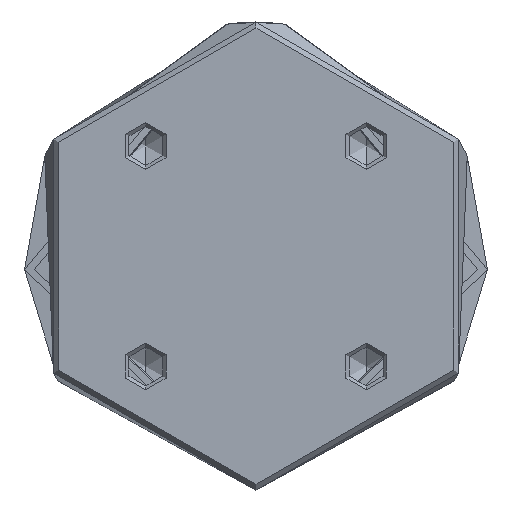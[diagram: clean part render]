
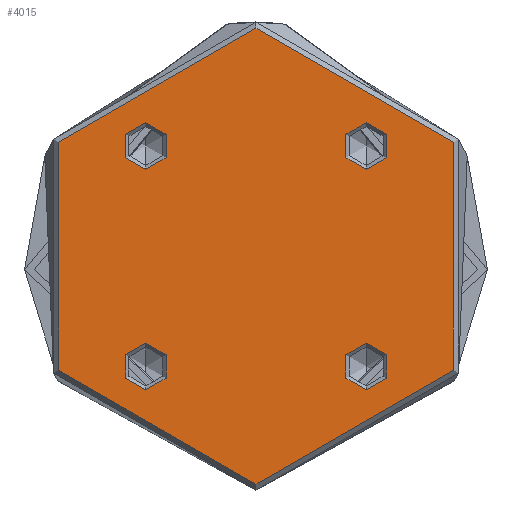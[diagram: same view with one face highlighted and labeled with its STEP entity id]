
A CAD part, front view. The second image highlights one B-rep face of the part: STEP entity #4015.
In plain terms, the highlighted face is planar.
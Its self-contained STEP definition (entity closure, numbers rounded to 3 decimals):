
#31 = PLANE ( 'NONE',  #1076 ) ;
#68 = EDGE_CURVE ( 'NONE', #4876, #7014, #5261, .T. ) ;
#86 = DIRECTION ( 'NONE',  ( -1., 0., 0. ) ) ;
#310 = DIRECTION ( 'NONE',  ( 0., 0., 1. ) ) ;
#329 = ORIENTED_EDGE ( 'NONE', *, *, #3217, .T. ) ;
#403 = DIRECTION ( 'NONE',  ( 0., 0., 1. ) ) ;
#539 = DIRECTION ( 'NONE',  ( -1., 0., 0. ) ) ;
#597 = AXIS2_PLACEMENT_3D ( 'NONE', #8127, #4390, #539 ) ;
#659 = CARTESIAN_POINT ( 'NONE',  ( -58.5, 0., 0. ) ) ;
#688 = AXIS2_PLACEMENT_3D ( 'NONE', #2871, #2788, #2922 ) ;
#752 = ORIENTED_EDGE ( 'NONE', *, *, #2062, .F. ) ;
#881 = DIRECTION ( 'NONE',  ( 0., 0., -1. ) ) ;
#1076 = AXIS2_PLACEMENT_3D ( 'NONE', #3923, #7078, #3297 ) ;
#1118 = CARTESIAN_POINT ( 'NONE',  ( 22.284, 28.284, 0. ) ) ;
#1137 = AXIS2_PLACEMENT_3D ( 'NONE', #2974, #3058, #3031 ) ;
#1179 = DIRECTION ( 'NONE',  ( -1., 0., 0. ) ) ;
#1299 = FACE_OUTER_BOUND ( 'NONE', #2041, .T. ) ;
#1416 = DIRECTION ( 'NONE',  ( 0., 0., -1. ) ) ;
#1531 = CIRCLE ( 'NONE', #1872, 6. ) ;
#1626 = AXIS2_PLACEMENT_3D ( 'NONE', #2979, #7377, #3624 ) ;
#1733 = CARTESIAN_POINT ( 'NONE',  ( 34.284, 28.284, 0. ) ) ;
#1872 = AXIS2_PLACEMENT_3D ( 'NONE', #7728, #3974, #86 ) ;
#1965 = CARTESIAN_POINT ( 'NONE',  ( 22.284, -28.284, 0. ) ) ;
#2041 = EDGE_LOOP ( 'NONE', ( #6900, #329 ) ) ;
#2047 = AXIS2_PLACEMENT_3D ( 'NONE', #7524, #881, #1179 ) ;
#2062 = EDGE_CURVE ( 'NONE', #4645, #8157, #7656, .T. ) ;
#2065 = EDGE_CURVE ( 'NONE', #8157, #4645, #5815, .T. ) ;
#2135 = EDGE_CURVE ( 'NONE', #7226, #3097, #5629, .T. ) ;
#2429 = CARTESIAN_POINT ( 'NONE',  ( -34.284, 28.284, 0. ) ) ;
#2493 = CIRCLE ( 'NONE', #1626, 6. ) ;
#2500 = AXIS2_PLACEMENT_3D ( 'NONE', #4824, #310, #7939 ) ;
#2724 = AXIS2_PLACEMENT_3D ( 'NONE', #5249, #1416, #5879 ) ;
#2750 = EDGE_CURVE ( 'NONE', #5952, #4559, #5615, .T. ) ;
#2788 = DIRECTION ( 'NONE',  ( 0., 0., 1. ) ) ;
#2843 = CIRCLE ( 'NONE', #2724, 6. ) ;
#2871 = CARTESIAN_POINT ( 'NONE',  ( 28.284, 28.284, 0. ) ) ;
#2922 = DIRECTION ( 'NONE',  ( 1., 0., 0. ) ) ;
#2974 = CARTESIAN_POINT ( 'NONE',  ( 28.284, 28.284, 0. ) ) ;
#2979 = CARTESIAN_POINT ( 'NONE',  ( 28.284, -28.284, 0. ) ) ;
#3031 = DIRECTION ( 'NONE',  ( 1., 0., 0. ) ) ;
#3033 = CARTESIAN_POINT ( 'NONE',  ( 58.5, 0., 0. ) ) ;
#3035 = FACE_BOUND ( 'NONE', #4184, .T. ) ;
#3058 = DIRECTION ( 'NONE',  ( 0., 0., 1. ) ) ;
#3076 = CARTESIAN_POINT ( 'NONE',  ( 34.284, -28.284, 0. ) ) ;
#3097 = VERTEX_POINT ( 'NONE', #2429 ) ;
#3111 = ORIENTED_EDGE ( 'NONE', *, *, #3674, .T. ) ;
#3125 = EDGE_CURVE ( 'NONE', #3097, #7226, #7178, .T. ) ;
#3217 = EDGE_CURVE ( 'NONE', #4559, #5952, #7865, .T. ) ;
#3237 = ORIENTED_EDGE ( 'NONE', *, *, #68, .F. ) ;
#3249 = ORIENTED_EDGE ( 'NONE', *, *, #2065, .F. ) ;
#3254 = AXIS2_PLACEMENT_3D ( 'NONE', #4260, #403, #4914 ) ;
#3297 = DIRECTION ( 'NONE',  ( -1., 0., 0. ) ) ;
#3616 = CARTESIAN_POINT ( 'NONE',  ( -22.284, 28.284, 0. ) ) ;
#3624 = DIRECTION ( 'NONE',  ( 1., 0., 0. ) ) ;
#3672 = EDGE_CURVE ( 'NONE', #7014, #4876, #1531, .T. ) ;
#3674 = EDGE_CURVE ( 'NONE', #5164, #5076, #2843, .T. ) ;
#3845 = DIRECTION ( 'NONE',  ( 0., 0., 1. ) ) ;
#3858 = ORIENTED_EDGE ( 'NONE', *, *, #2135, .T. ) ;
#3889 = ORIENTED_EDGE ( 'NONE', *, *, #3672, .F. ) ;
#3923 = CARTESIAN_POINT ( 'NONE',  ( 0., 0., 0. ) ) ;
#3974 = DIRECTION ( 'NONE',  ( 0., 0., 1. ) ) ;
#4015 = ADVANCED_FACE ( 'NONE', ( #6396, #3035, #4720, #6589, #1299 ), #31, .F. ) ;
#4184 = EDGE_LOOP ( 'NONE', ( #4363, #3858 ) ) ;
#4260 = CARTESIAN_POINT ( 'NONE',  ( 0., 0., 0. ) ) ;
#4363 = ORIENTED_EDGE ( 'NONE', *, *, #3125, .T. ) ;
#4390 = DIRECTION ( 'NONE',  ( 0., 0., -1. ) ) ;
#4456 = EDGE_LOOP ( 'NONE', ( #3249, #752 ) ) ;
#4485 = AXIS2_PLACEMENT_3D ( 'NONE', #7584, #3845, #8203 ) ;
#4559 = VERTEX_POINT ( 'NONE', #3033 ) ;
#4645 = VERTEX_POINT ( 'NONE', #1118 ) ;
#4720 = FACE_BOUND ( 'NONE', #5784, .T. ) ;
#4824 = CARTESIAN_POINT ( 'NONE',  ( -28.284, -28.284, 0. ) ) ;
#4876 = VERTEX_POINT ( 'NONE', #6559 ) ;
#4914 = DIRECTION ( 'NONE',  ( 1., 0., 0. ) ) ;
#5076 = VERTEX_POINT ( 'NONE', #3076 ) ;
#5164 = VERTEX_POINT ( 'NONE', #1965 ) ;
#5249 = CARTESIAN_POINT ( 'NONE',  ( 28.284, -28.284, 0. ) ) ;
#5261 = CIRCLE ( 'NONE', #2500, 6. ) ;
#5615 = CIRCLE ( 'NONE', #3254, 58.5 ) ;
#5629 = CIRCLE ( 'NONE', #2047, 6. ) ;
#5784 = EDGE_LOOP ( 'NONE', ( #6360, #3111 ) ) ;
#5815 = CIRCLE ( 'NONE', #1137, 6. ) ;
#5879 = DIRECTION ( 'NONE',  ( 1., 0., 0. ) ) ;
#5952 = VERTEX_POINT ( 'NONE', #659 ) ;
#6360 = ORIENTED_EDGE ( 'NONE', *, *, #7262, .T. ) ;
#6396 = FACE_BOUND ( 'NONE', #7718, .T. ) ;
#6559 = CARTESIAN_POINT ( 'NONE',  ( -34.284, -28.284, 0. ) ) ;
#6589 = FACE_BOUND ( 'NONE', #4456, .T. ) ;
#6900 = ORIENTED_EDGE ( 'NONE', *, *, #2750, .T. ) ;
#7014 = VERTEX_POINT ( 'NONE', #8173 ) ;
#7078 = DIRECTION ( 'NONE',  ( 0., 0., -1. ) ) ;
#7178 = CIRCLE ( 'NONE', #597, 6. ) ;
#7226 = VERTEX_POINT ( 'NONE', #3616 ) ;
#7262 = EDGE_CURVE ( 'NONE', #5076, #5164, #2493, .T. ) ;
#7377 = DIRECTION ( 'NONE',  ( 0., 0., -1. ) ) ;
#7524 = CARTESIAN_POINT ( 'NONE',  ( -28.284, 28.284, 0. ) ) ;
#7584 = CARTESIAN_POINT ( 'NONE',  ( 0., 0., 0. ) ) ;
#7656 = CIRCLE ( 'NONE', #688, 6. ) ;
#7718 = EDGE_LOOP ( 'NONE', ( #3237, #3889 ) ) ;
#7728 = CARTESIAN_POINT ( 'NONE',  ( -28.284, -28.284, 0. ) ) ;
#7865 = CIRCLE ( 'NONE', #4485, 58.5 ) ;
#7939 = DIRECTION ( 'NONE',  ( -1., 0., 0. ) ) ;
#8127 = CARTESIAN_POINT ( 'NONE',  ( -28.284, 28.284, 0. ) ) ;
#8157 = VERTEX_POINT ( 'NONE', #1733 ) ;
#8173 = CARTESIAN_POINT ( 'NONE',  ( -22.284, -28.284, 0. ) ) ;
#8203 = DIRECTION ( 'NONE',  ( 1., 0., 0. ) ) ;
